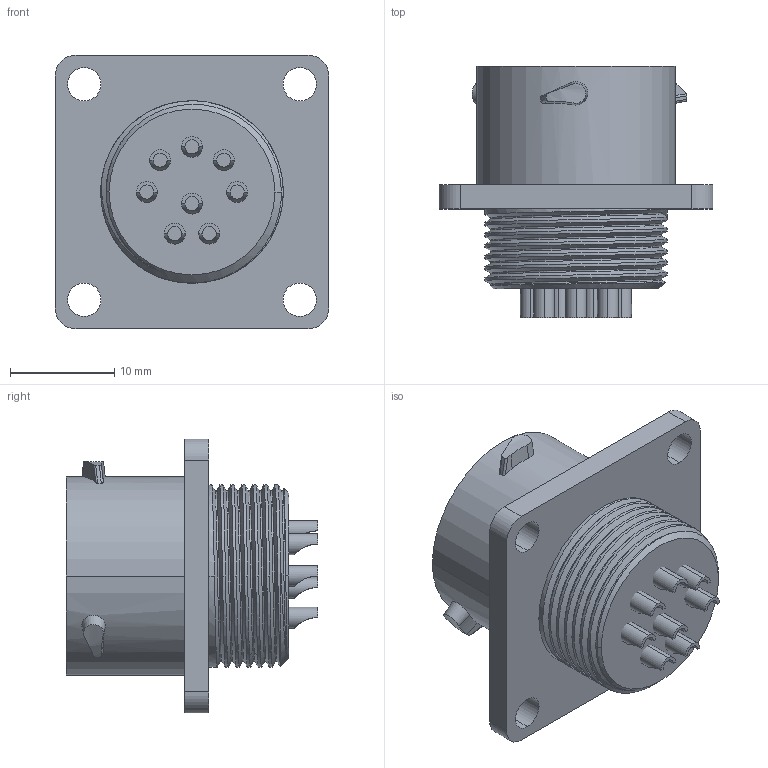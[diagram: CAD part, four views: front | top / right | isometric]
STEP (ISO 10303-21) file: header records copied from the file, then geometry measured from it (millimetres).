
FILE_DESCRIPTION((''),'2;1');
FILE_NAME('UTS012E8S','2011-04-05T',('vsorin'),('SOURIAU'),'PRO/ENGINEER BY PARAMETRIC TECHNOLOGY CORPORATION, 2010140','PRO/ENGINEER BY PARAMETRIC TECHNOLOGY CORPORATION, 2010140','');
FILE_SCHEMA(('CONFIG_CONTROL_DESIGN'));
Length unit declared in the file: millimetre
Products named in the file (1): UTS012E8S
Bounding box: 26.2 x 24.07 x 26.2 mm (x, y, z)
Surface area: 4629.1 mm2 (no closed solid volume)
Topology: 0 solids, 10 shells, 163 faces, 442 edges, 295 vertices
Faces by surface type: cylinder 98, plane 39, bspline 21, extrusion 3, cone 2
Entity records: 9063 total; most frequent: CARTESIAN_POINT 5081, ORIENTED_EDGE 840, DIRECTION 760, EDGE_CURVE 442, AXIS2_PLACEMENT_3D 296, VERTEX_POINT 295, EDGE_LOOP 186, VECTOR 168
